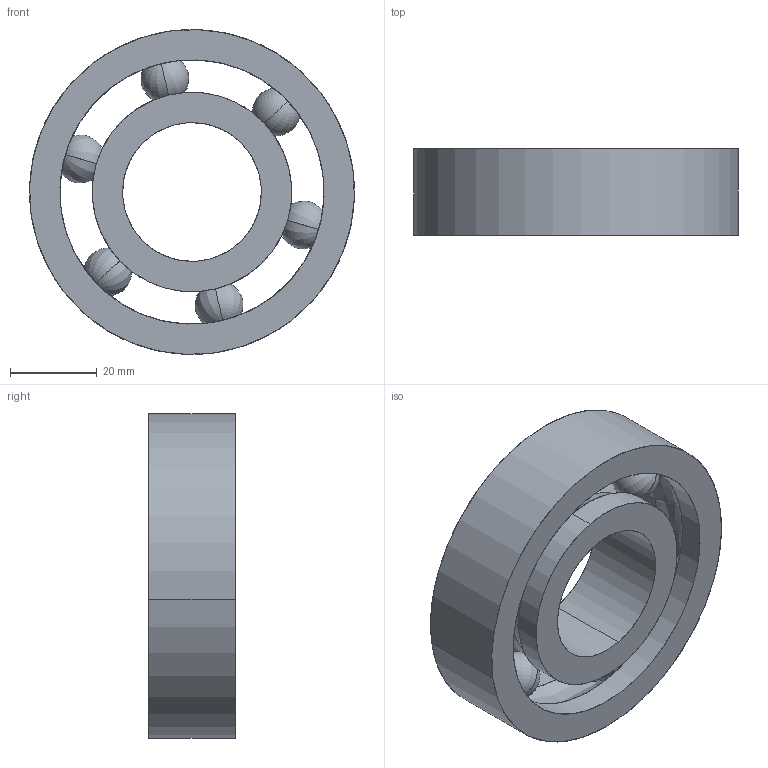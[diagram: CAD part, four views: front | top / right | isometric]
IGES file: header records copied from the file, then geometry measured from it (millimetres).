
Start section: SolidWorks IGES file using analytic representation for surfaces
Global section: file name: Assem1.IGS; native system: SolidWorks 2016; preprocessor: SolidWorks 2016; author: user; date: 180105.213713; units: millimetre
Bounding box: 74.96 x 20 x 74.96 mm (x, y, z)
Surface area: 20861.8 mm2 (no closed solid volume)
Topology: 0 solids, 0 shells, 34 faces, 632 edges, 620 vertices
Faces by surface type: revolution 24, bspline 10
